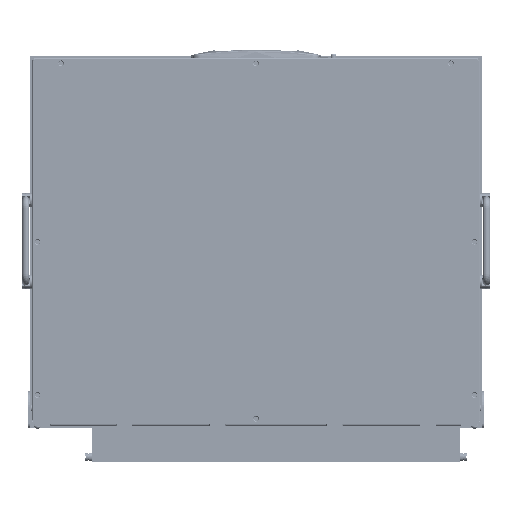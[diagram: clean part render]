
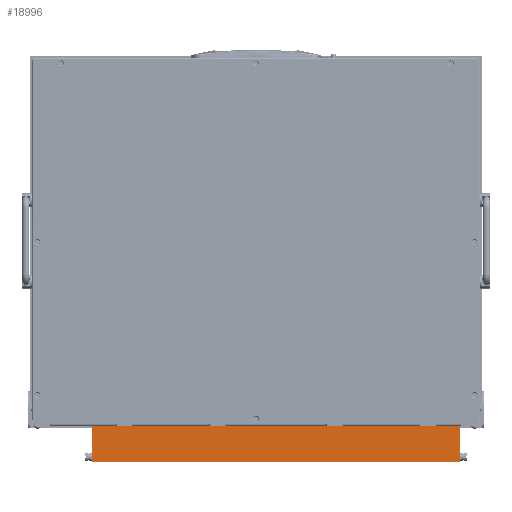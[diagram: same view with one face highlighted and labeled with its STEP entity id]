
A CAD part, front view. The second image highlights one B-rep face of the part: STEP entity #18996.
In plain terms, the highlighted planar face has unit normal (0, -1, 0).
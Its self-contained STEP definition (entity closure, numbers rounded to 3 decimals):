
#1883 = AXIS2_PLACEMENT_3D ( 'NONE', #45445, #4652, #47027 ) ;
#1962 = VERTEX_POINT ( 'NONE', #74269 ) ;
#4652 = DIRECTION ( 'NONE',  ( 0., 1., 0. ) ) ;
#5928 = ORIENTED_EDGE ( 'NONE', *, *, #69822, .T. ) ;
#14024 = DIRECTION ( 'NONE',  ( 0.017, 0., 1. ) ) ;
#14293 = PLANE ( 'NONE',  #1883 ) ;
#15844 = EDGE_CURVE ( 'NONE', #47288, #55004, #66294, .T. ) ;
#16925 = CARTESIAN_POINT ( 'NONE',  ( -7.864, 0., -18.188 ) ) ;
#17088 = CARTESIAN_POINT ( 'NONE',  ( -0.004, 0., 432.085 ) ) ;
#18996 = ADVANCED_FACE ( 'NONE', ( #29862 ), #14293, .F. ) ;
#19118 = ORIENTED_EDGE ( 'NONE', *, *, #15844, .T. ) ;
#19807 = CARTESIAN_POINT ( 'NONE',  ( 44.443, 0., 431.563 ) ) ;
#24196 = LINE ( 'NONE', #95601, #44192 ) ;
#26714 = DIRECTION ( 'NONE',  ( -1., 0., 0.017 ) ) ;
#27098 = EDGE_CURVE ( 'NONE', #47288, #81037, #24196, .T. ) ;
#27374 = CARTESIAN_POINT ( 'NONE',  ( -7.864, 0., -18.188 ) ) ;
#29862 = FACE_OUTER_BOUND ( 'NONE', #95076, .T. ) ;
#37151 = VECTOR ( 'NONE', #94411, 1000. ) ;
#37186 = VECTOR ( 'NONE', #26714, 1000. ) ;
#44192 = VECTOR ( 'NONE', #14024, 1000. ) ;
#45060 = LINE ( 'NONE', #19807, #37151 ) ;
#45445 = CARTESIAN_POINT ( 'NONE',  ( 44.443, 0., 431.563 ) ) ;
#47027 = DIRECTION ( 'NONE',  ( 0., 0., 1. ) ) ;
#47288 = VERTEX_POINT ( 'NONE', #27374 ) ;
#55004 = VERTEX_POINT ( 'NONE', #96888 ) ;
#66294 = LINE ( 'NONE', #16925, #96316 ) ;
#69822 = EDGE_CURVE ( 'NONE', #1962, #81037, #99746, .T. ) ;
#71240 = ORIENTED_EDGE ( 'NONE', *, *, #27098, .F. ) ;
#74269 = CARTESIAN_POINT ( 'NONE',  ( 44.439, 0., 431.309 ) ) ;
#75386 = DIRECTION ( 'NONE',  ( 1., 0., -0.017 ) ) ;
#76983 = CARTESIAN_POINT ( 'NONE',  ( -0.004, 0., 432.085 ) ) ;
#81037 = VERTEX_POINT ( 'NONE', #76983 ) ;
#86235 = EDGE_CURVE ( 'NONE', #55004, #1962, #45060, .T. ) ;
#94411 = DIRECTION ( 'NONE',  ( 0.017, 0., 1. ) ) ;
#95076 = EDGE_LOOP ( 'NONE', ( #19118, #98588, #5928, #71240 ) ) ;
#95601 = CARTESIAN_POINT ( 'NONE',  ( -0.084, 0., 427.514 ) ) ;
#96316 = VECTOR ( 'NONE', #75386, 1000. ) ;
#96888 = CARTESIAN_POINT ( 'NONE',  ( 36.579, 0., -18.964 ) ) ;
#98588 = ORIENTED_EDGE ( 'NONE', *, *, #86235, .T. ) ;
#99746 = LINE ( 'NONE', #17088, #37186 ) ;
